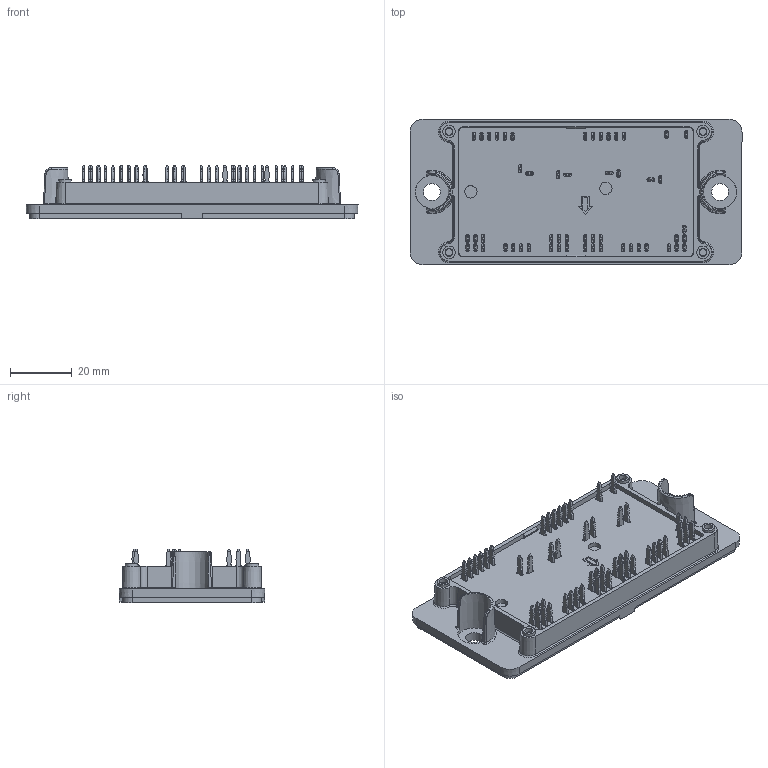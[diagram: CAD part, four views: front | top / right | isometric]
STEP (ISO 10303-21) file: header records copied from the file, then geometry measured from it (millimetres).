
FILE_DESCRIPTION(/* description */ ('Unknown'),/* implementation_level */ '2;1');
FILE_NAME(/* name */ 'Flow2-4T13Y-LE00(540)-03-OL',/* time_stamp */ '2018-02-05T10:08:47+01:00',/* author */ ('Unknown'),/* organization */ ('Unknown'),/* preprocessor_version */ 'ST-DEVELOPER v16.7',/* originating_system */ 'DEX',/* authorisation */ $);
FILE_SCHEMA (('AUTOMOTIVE_DESIGN {1 0 10303 214 3 1 1}'));
Length unit declared in the file: millimetre
Products named in the file (1): Flow2-4T13Y-LE00-03-OL
Bounding box: 107.2 x 47 x 17.38 mm (x, y, z)
Volume: 43767.6 mm3; surface area: 20180.7 mm2
Topology: 1 solids, 1 shells, 1856 faces, 4997 edges, 3242 vertices
Faces by surface type: plane 1088, cylinder 590, cone 144, bspline 18, torus 16
Full cylindrical faces by diameter (mm): 2.25 x4, 2.55 x4, 2.95 x2, 3 x4, 4 x2, 5.5 x2
Entity records: 74112 total; most frequent: CARTESIAN_POINT 13656, DIRECTION 9975, ORIENTED_EDGE 9886, EDGE_CURVE 4943, LINE 3473, VECTOR 3473, AXIS2_PLACEMENT_3D 3251, VERTEX_POINT 3224
